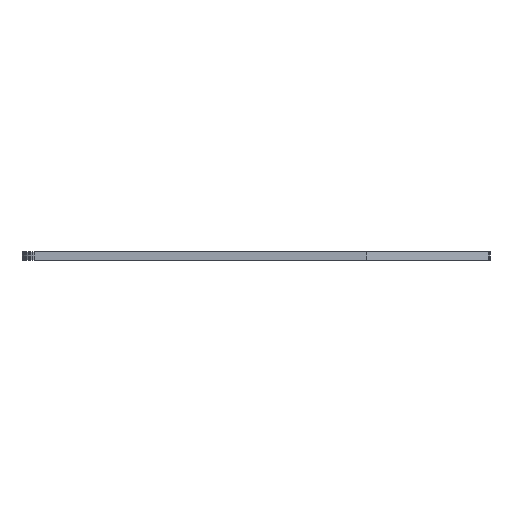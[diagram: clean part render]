
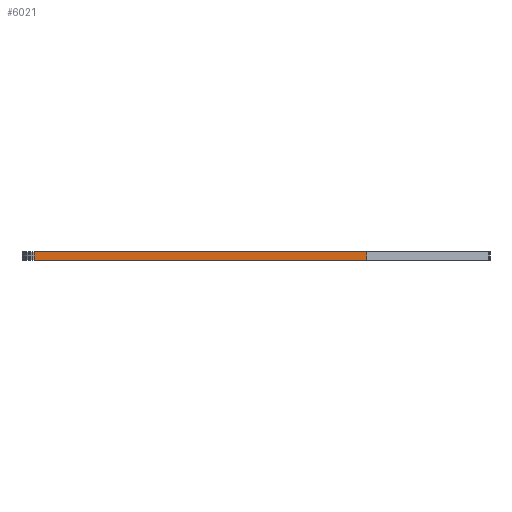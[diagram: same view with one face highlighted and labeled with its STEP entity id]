
A CAD part, left-side view. The second image highlights one B-rep face of the part: STEP entity #6021.
In plain terms, the highlighted planar face has unit normal (-1, 0, 0).
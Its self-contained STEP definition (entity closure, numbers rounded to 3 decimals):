
#90 = PLANE('',#91);
#91 = AXIS2_PLACEMENT_3D('',#92,#93,#94);
#92 = CARTESIAN_POINT('',(-3.855,7.055,1.6));
#93 = DIRECTION('',(-0.,-0.,-1.));
#94 = DIRECTION('',(-1.,0.,0.));
#144 = PLANE('',#145);
#145 = AXIS2_PLACEMENT_3D('',#146,#147,#148);
#146 = CARTESIAN_POINT('',(-3.855,7.055,0.));
#147 = DIRECTION('',(-0.,-0.,-1.));
#148 = DIRECTION('',(-1.,0.,0.));
#2521 = VERTEX_POINT('',#2522);
#2522 = CARTESIAN_POINT('',(-69.815,-21.293,0.));
#2536 = PLANE('',#2537);
#2537 = AXIS2_PLACEMENT_3D('',#2538,#2539,#2540);
#2538 = CARTESIAN_POINT('',(-56.265,-44.613,0.));
#2539 = DIRECTION('',(-0.865,-0.502,0.));
#2540 = DIRECTION('',(-0.502,0.865,0.));
#2548 = EDGE_CURVE('',#2521,#2549,#2551,.T.);
#2549 = VERTEX_POINT('',#2550);
#2550 = CARTESIAN_POINT('',(-69.815,42.6,0.));
#2551 = SURFACE_CURVE('',#2552,(#2556,#2563),.PCURVE_S1.);
#2552 = LINE('',#2553,#2554);
#2553 = CARTESIAN_POINT('',(-69.815,-21.293,0.));
#2554 = VECTOR('',#2555,1.);
#2555 = DIRECTION('',(0.,1.,0.));
#2556 = PCURVE('',#144,#2557);
#2557 = DEFINITIONAL_REPRESENTATION('',(#2558),#2562);
#2558 = LINE('',#2559,#2560);
#2559 = CARTESIAN_POINT('',(65.96,-28.348));
#2560 = VECTOR('',#2561,1.);
#2561 = DIRECTION('',(0.,1.));
#2562 = ( GEOMETRIC_REPRESENTATION_CONTEXT(2) 
PARAMETRIC_REPRESENTATION_CONTEXT() REPRESENTATION_CONTEXT('2D SPACE',''
  ) );
#2563 = PCURVE('',#2564,#2569);
#2564 = PLANE('',#2565);
#2565 = AXIS2_PLACEMENT_3D('',#2566,#2567,#2568);
#2566 = CARTESIAN_POINT('',(-69.815,-21.293,0.));
#2567 = DIRECTION('',(-1.,0.,0.));
#2568 = DIRECTION('',(0.,1.,0.));
#2569 = DEFINITIONAL_REPRESENTATION('',(#2570),#2574);
#2570 = LINE('',#2571,#2572);
#2571 = CARTESIAN_POINT('',(0.,0.));
#2572 = VECTOR('',#2573,1.);
#2573 = DIRECTION('',(1.,0.));
#2574 = ( GEOMETRIC_REPRESENTATION_CONTEXT(2) 
PARAMETRIC_REPRESENTATION_CONTEXT() REPRESENTATION_CONTEXT('2D SPACE',''
  ) );
#2592 = PLANE('',#2593);
#2593 = AXIS2_PLACEMENT_3D('',#2594,#2595,#2596);
#2594 = CARTESIAN_POINT('',(-69.815,42.6,0.));
#2595 = DIRECTION('',(-0.998,0.066,0.));
#2596 = DIRECTION('',(0.066,0.998,0.));
#4904 = VERTEX_POINT('',#4905);
#4905 = CARTESIAN_POINT('',(-69.815,-21.293,1.6));
#4926 = EDGE_CURVE('',#4904,#4927,#4929,.T.);
#4927 = VERTEX_POINT('',#4928);
#4928 = CARTESIAN_POINT('',(-69.815,42.6,1.6));
#4929 = SURFACE_CURVE('',#4930,(#4934,#4941),.PCURVE_S1.);
#4930 = LINE('',#4931,#4932);
#4931 = CARTESIAN_POINT('',(-69.815,-21.293,1.6));
#4932 = VECTOR('',#4933,1.);
#4933 = DIRECTION('',(0.,1.,0.));
#4934 = PCURVE('',#90,#4935);
#4935 = DEFINITIONAL_REPRESENTATION('',(#4936),#4940);
#4936 = LINE('',#4937,#4938);
#4937 = CARTESIAN_POINT('',(65.96,-28.348));
#4938 = VECTOR('',#4939,1.);
#4939 = DIRECTION('',(0.,1.));
#4940 = ( GEOMETRIC_REPRESENTATION_CONTEXT(2) 
PARAMETRIC_REPRESENTATION_CONTEXT() REPRESENTATION_CONTEXT('2D SPACE',''
  ) );
#4941 = PCURVE('',#2564,#4942);
#4942 = DEFINITIONAL_REPRESENTATION('',(#4943),#4947);
#4943 = LINE('',#4944,#4945);
#4944 = CARTESIAN_POINT('',(0.,-1.6));
#4945 = VECTOR('',#4946,1.);
#4946 = DIRECTION('',(1.,0.));
#4947 = ( GEOMETRIC_REPRESENTATION_CONTEXT(2) 
PARAMETRIC_REPRESENTATION_CONTEXT() REPRESENTATION_CONTEXT('2D SPACE',''
  ) );
#5971 = EDGE_CURVE('',#2549,#4927,#5972,.T.);
#5972 = SURFACE_CURVE('',#5973,(#5977,#5984),.PCURVE_S1.);
#5973 = LINE('',#5974,#5975);
#5974 = CARTESIAN_POINT('',(-69.815,42.6,0.));
#5975 = VECTOR('',#5976,1.);
#5976 = DIRECTION('',(0.,0.,1.));
#5977 = PCURVE('',#2592,#5978);
#5978 = DEFINITIONAL_REPRESENTATION('',(#5979),#5983);
#5979 = LINE('',#5980,#5981);
#5980 = CARTESIAN_POINT('',(0.,0.));
#5981 = VECTOR('',#5982,1.);
#5982 = DIRECTION('',(0.,-1.));
#5983 = ( GEOMETRIC_REPRESENTATION_CONTEXT(2) 
PARAMETRIC_REPRESENTATION_CONTEXT() REPRESENTATION_CONTEXT('2D SPACE',''
  ) );
#5984 = PCURVE('',#2564,#5985);
#5985 = DEFINITIONAL_REPRESENTATION('',(#5986),#5990);
#5986 = LINE('',#5987,#5988);
#5987 = CARTESIAN_POINT('',(63.893,0.));
#5988 = VECTOR('',#5989,1.);
#5989 = DIRECTION('',(0.,-1.));
#5990 = ( GEOMETRIC_REPRESENTATION_CONTEXT(2) 
PARAMETRIC_REPRESENTATION_CONTEXT() REPRESENTATION_CONTEXT('2D SPACE',''
  ) );
#6021 = ADVANCED_FACE('',(#6022),#2564,.T.);
#6022 = FACE_BOUND('',#6023,.T.);
#6023 = EDGE_LOOP('',(#6024,#6045,#6046,#6047));
#6024 = ORIENTED_EDGE('',*,*,#6025,.T.);
#6025 = EDGE_CURVE('',#2521,#4904,#6026,.T.);
#6026 = SURFACE_CURVE('',#6027,(#6031,#6038),.PCURVE_S1.);
#6027 = LINE('',#6028,#6029);
#6028 = CARTESIAN_POINT('',(-69.815,-21.293,0.));
#6029 = VECTOR('',#6030,1.);
#6030 = DIRECTION('',(0.,0.,1.));
#6031 = PCURVE('',#2564,#6032);
#6032 = DEFINITIONAL_REPRESENTATION('',(#6033),#6037);
#6033 = LINE('',#6034,#6035);
#6034 = CARTESIAN_POINT('',(0.,0.));
#6035 = VECTOR('',#6036,1.);
#6036 = DIRECTION('',(0.,-1.));
#6037 = ( GEOMETRIC_REPRESENTATION_CONTEXT(2) 
PARAMETRIC_REPRESENTATION_CONTEXT() REPRESENTATION_CONTEXT('2D SPACE',''
  ) );
#6038 = PCURVE('',#2536,#6039);
#6039 = DEFINITIONAL_REPRESENTATION('',(#6040),#6044);
#6040 = LINE('',#6041,#6042);
#6041 = CARTESIAN_POINT('',(26.971,0.));
#6042 = VECTOR('',#6043,1.);
#6043 = DIRECTION('',(0.,-1.));
#6044 = ( GEOMETRIC_REPRESENTATION_CONTEXT(2) 
PARAMETRIC_REPRESENTATION_CONTEXT() REPRESENTATION_CONTEXT('2D SPACE',''
  ) );
#6045 = ORIENTED_EDGE('',*,*,#4926,.T.);
#6046 = ORIENTED_EDGE('',*,*,#5971,.F.);
#6047 = ORIENTED_EDGE('',*,*,#2548,.F.);
